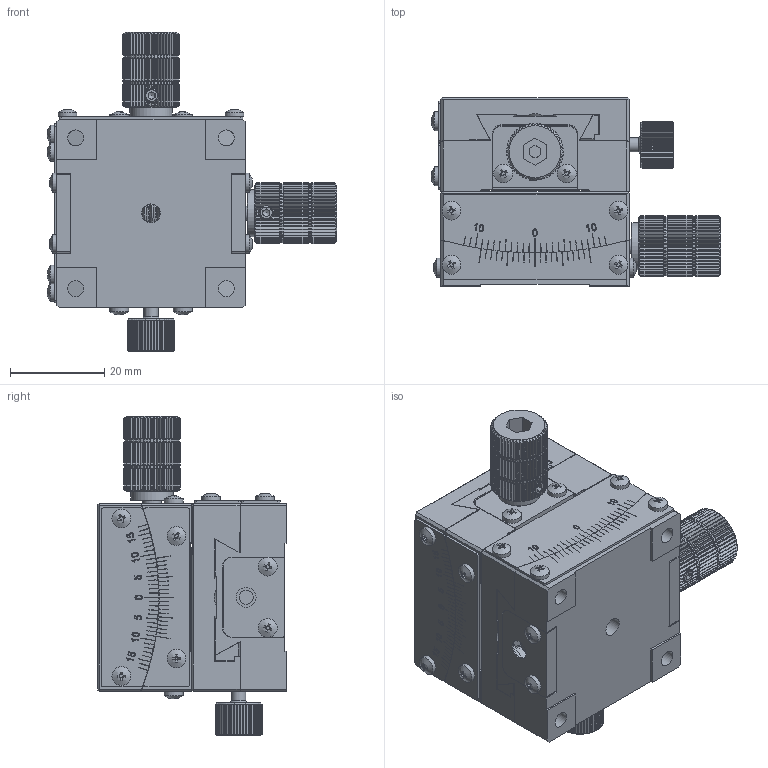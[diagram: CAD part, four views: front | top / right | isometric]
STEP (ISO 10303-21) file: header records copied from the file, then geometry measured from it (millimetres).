
FILE_DESCRIPTION (( 'STEP AP203' ), '1' );
FILE_NAME ('528956.STEP', '2024-11-12T06:32:01', ( 'Windows User' ), ( 'P R C' ), 'SwSTEP 2.0', 'SolidWorks 2020', '' );
FILE_SCHEMA (( 'CONFIG_CONTROL_DESIGN' ));
Products named in the file (1): 528956
Bounding box: 61.58 x 40 x 67.95 mm (x, y, z)
Volume: 62860.6 mm3; surface area: 42207.2 mm2
Topology: 41 solids, 41 shells, 3493 faces, 9245 edges, 5855 vertices
Faces by surface type: plane 1910, cylinder 943, cone 472, bspline 168
Full cylindrical faces by diameter (mm): 1.6 x24, 2 x16, 2.1 x6, 2.3 x4, 2.5 x18, 3 x6, 3.4 x8, 4 x26, 4.2 x5, 6 x10, 6.3 x2, 6.333 x4, 8.5 x5, 8.667 x2, 8.927 x2, 9 x1, 9.327 x2, 10 x1, 11 x2, 11.8 x2
Entity records: 128626 total; most frequent: CARTESIAN_POINT 45626, ORIENTED_EDGE 17784, DIRECTION 16476, EDGE_CURVE 8892, AXIS2_PLACEMENT_3D 5918, VERTEX_POINT 5736, VECTOR 4640, LINE 4640
